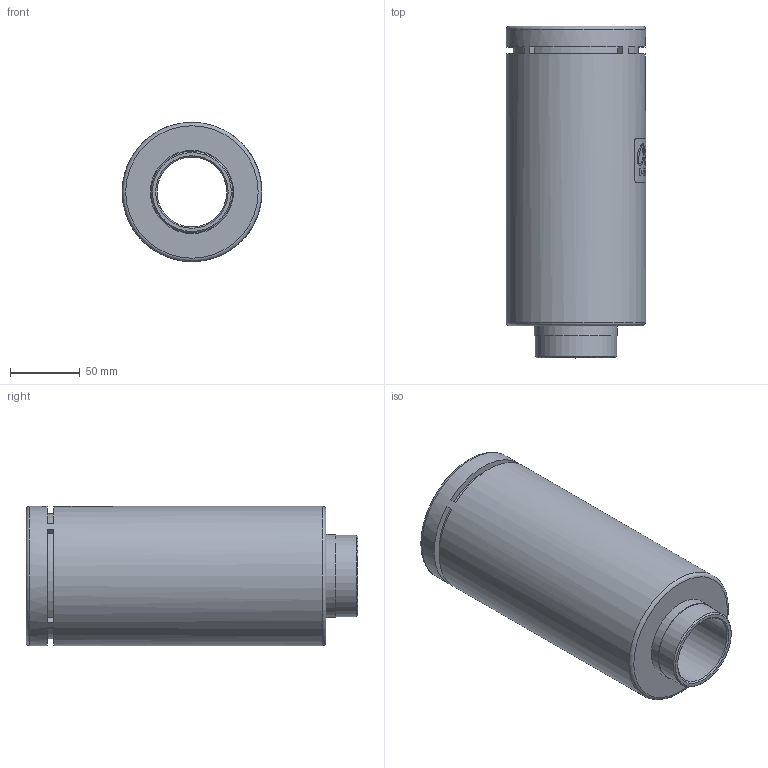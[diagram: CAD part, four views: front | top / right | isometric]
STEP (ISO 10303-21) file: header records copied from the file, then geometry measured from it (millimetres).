
FILE_DESCRIPTION(/* description */ (''),/* implementation_level */ '2;1');
FILE_NAME(/* name */ '50980 schaumquell 75-20_überprüft.stp',/* time_stamp */ '2014-09-12T11:55:06+02:00',/* author */ ('guzb562'),/* organization */ (''),/* preprocessor_version */ 'ST-DEVELOPER v15.2',/* originating_system */ 'Autodesk Inventor 2014',/* authorisation */ '');
FILE_SCHEMA (('AUTOMOTIVE_DESIGN { 1 0 10303 214 3 1 1 }'));
Length unit declared in the file: millimetre
Products named in the file (1): 50980 schaumquell 75-20
Bounding box: 100.1 x 238 x 100 mm (x, y, z)
Volume: 930380.2 mm3; surface area: 133909.2 mm2
Topology: 1 solids, 1 shells, 237 faces, 617 edges, 410 vertices
Faces by surface type: plane 122, bspline 74, cylinder 36, cone 3, torus 2
Full cylindrical faces by diameter (mm): 50 x1, 58.6 x1, 59.6 x1, 75 x1, 100 x1
Entity records: 9217 total; most frequent: CARTESIAN_POINT 3745, ORIENTED_EDGE 1206, DIRECTION 954, EDGE_CURVE 603, VERTEX_POINT 407, AXIS2_PLACEMENT_3D 345, EDGE_LOOP 278, LINE 264
